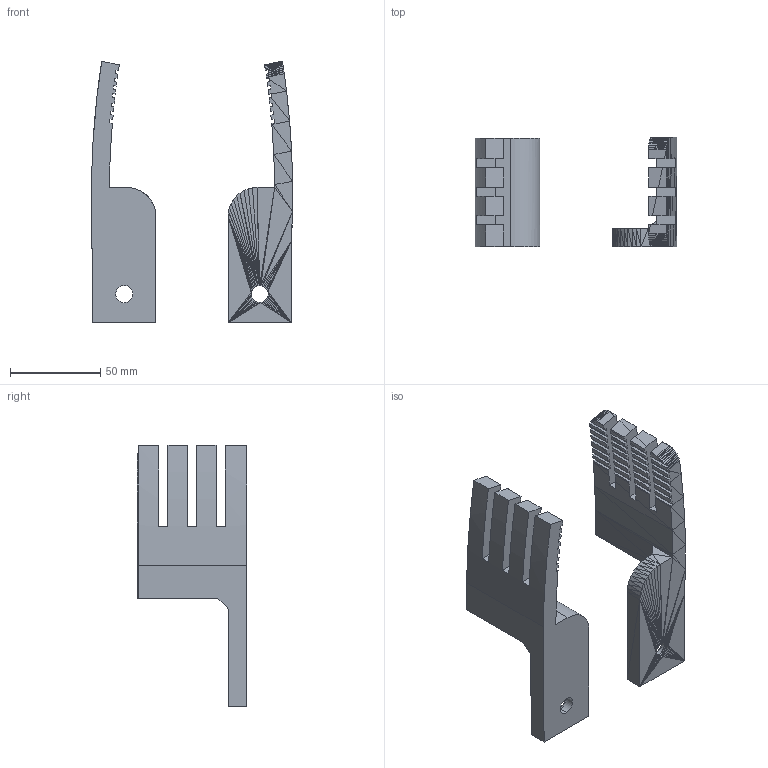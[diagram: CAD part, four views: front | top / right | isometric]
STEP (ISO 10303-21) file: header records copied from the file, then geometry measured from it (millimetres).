
FILE_DESCRIPTION (( 'STEP AP203' ), '1' );
FILE_NAME ('movable_gribber1-Right-Modified.STEP', '2020-06-27T06:53:25', ( '' ), ( '' ), 'SwSTEP 2.0', 'SolidWorks 2017', '' );
FILE_SCHEMA (( 'CONFIG_CONTROL_DESIGN' ));
Length unit declared in the file: millimetre
Products named in the file (1): movable_gribber1-Right-Modified
Bounding box: 111.46 x 60.6 x 145 mm (x, y, z)
Volume: 147848.4 mm3; surface area: 46061 mm2
Topology: 2 solids, 2 shells, 899 faces, 2064 edges, 1169 vertices
Faces by surface type: plane 860, cylinder 39
Entity records: 24237 total; most frequent: CARTESIAN_POINT 4172, ORIENTED_EDGE 4128, DIRECTION 4003, EDGE_CURVE 2064, VECTOR 1899, LINE 1899, VERTEX_POINT 1169, AXIS2_PLACEMENT_3D 1052
